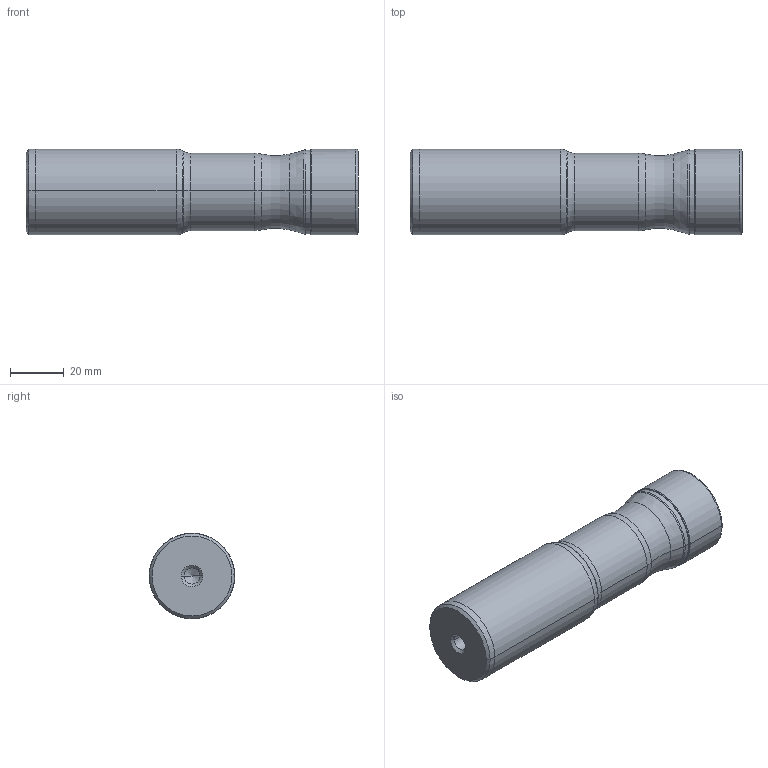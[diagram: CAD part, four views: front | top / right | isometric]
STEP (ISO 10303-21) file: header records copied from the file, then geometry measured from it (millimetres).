
FILE_DESCRIPTION(('CATIA V5 STEP Exchange'),'2;1');
FILE_NAME('Bm55583-FT_BE90_LD18-032_Z03.stp','2019-05-13T11:57:33+00:00',('none'),('none'),'CATIA Version 5-6 Release 2016 SP5 HF39','CATIA V5 STEP AP203','none');
FILE_SCHEMA(('CONFIG_CONTROL_DESIGN'));
Length unit declared in the file: millimetre
Products named in the file (1): Bm55583-KSK_Kontrolle_Schnittkontur_LDMX18
Bounding box: 124 x 31.99 x 31.99 mm (x, y, z)
Volume: 89262.9 mm3; surface area: 15148.9 mm2
Topology: 1 solids, 1 shells, 82 faces, 167 edges, 88 vertices
Faces by surface type: torus 30, cone 24, revolution 20, cylinder 6, plane 2
Entity records: 2126 total; most frequent: CARTESIAN_POINT 587, ORIENTED_EDGE 324, DIRECTION 233, EDGE_CURVE 162, AXIS2_PLACEMENT_3D 154, CIRCLE 121, EDGE_LOOP 83, VERTEX_POINT 83
